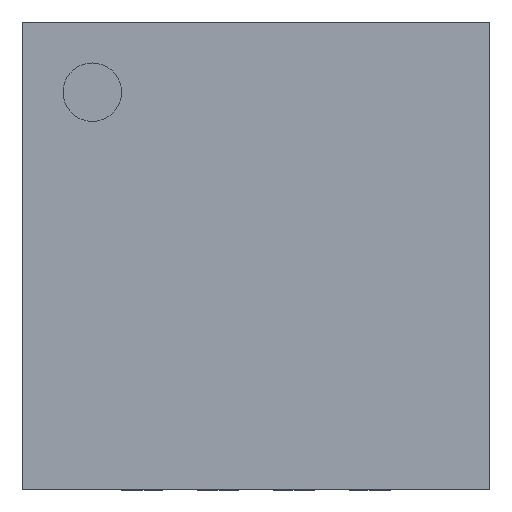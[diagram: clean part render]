
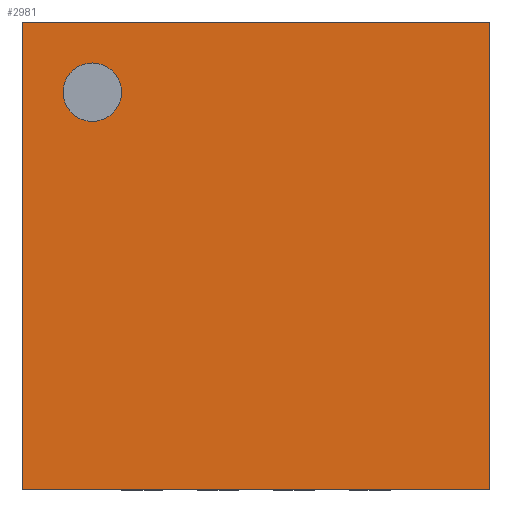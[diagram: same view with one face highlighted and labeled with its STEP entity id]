
A CAD part, top view. The second image highlights one B-rep face of the part: STEP entity #2981.
In plain terms, the highlighted planar face has unit normal (0, 0, 1).
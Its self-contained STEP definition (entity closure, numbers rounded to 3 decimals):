
#16=FACE_BOUND($,#300,.T.);
#19=CIRCLE($,#3133,0.25);
#121=FACE_OUTER_BOUND($,#299,.T.);
#299=EDGE_LOOP($,(#2269,#2270,#2271,#2272));
#300=EDGE_LOOP($,(#2273));
#594=LINE($,#4483,#1002);
#602=LINE($,#4495,#1010);
#608=LINE($,#4503,#1016);
#614=LINE($,#4511,#1022);
#1002=VECTOR($,#3646,4.);
#1010=VECTOR($,#3656,4.);
#1016=VECTOR($,#3664,4.);
#1022=VECTOR($,#3672,4.);
#1235=VERTEX_POINT($,#4127);
#1357=VERTEX_POINT($,#4480);
#1358=VERTEX_POINT($,#4482);
#1361=VERTEX_POINT($,#4493);
#1362=VERTEX_POINT($,#4502);
#1518=EDGE_CURVE($,#1235,#1235,#19,.T.);
#1688=EDGE_CURVE($,#1358,#1357,#594,.T.);
#1696=EDGE_CURVE($,#1357,#1361,#602,.T.);
#1702=EDGE_CURVE($,#1362,#1358,#608,.T.);
#1708=EDGE_CURVE($,#1361,#1362,#614,.T.);
#2269=ORIENTED_EDGE($,*,*,#1688,.T.);
#2270=ORIENTED_EDGE($,*,*,#1696,.T.);
#2271=ORIENTED_EDGE($,*,*,#1708,.T.);
#2272=ORIENTED_EDGE($,*,*,#1702,.T.);
#2273=ORIENTED_EDGE($,*,*,#1518,.T.);
#2805=PLANE($,#3199);
#2981=ADVANCED_FACE($,(#121,#16),#2805,.T.);
#3133=AXIS2_PLACEMENT_3D($,#4128,#3351,#3352);
#3199=AXIS2_PLACEMENT_3D($,#4515,#3676,#3677);
#3351=DIRECTION('center_axis',(0.,0.,-1.));
#3352=DIRECTION('ref_axis',(1.,0.,0.));
#3646=DIRECTION($,(1.,0.,0.));
#3656=DIRECTION($,(0.,1.,0.));
#3664=DIRECTION($,(0.,-1.,0.));
#3672=DIRECTION($,(-1.,0.,0.));
#3676=DIRECTION('center_axis',(0.,0.,1.));
#3677=DIRECTION('ref_axis',(1.,0.,0.));
#4127=CARTESIAN_POINT('',(-1.15,1.4,1.));
#4128=CARTESIAN_POINT('Origin',(-1.4,1.4,1.));
#4480=CARTESIAN_POINT('',(2.,-2.,1.));
#4482=CARTESIAN_POINT('',(-2.,-2.,1.));
#4483=CARTESIAN_POINT($,(-2.,-2.,1.));
#4493=CARTESIAN_POINT('',(2.,2.,1.));
#4495=CARTESIAN_POINT($,(2.,-2.,1.));
#4502=CARTESIAN_POINT('',(-2.,2.,1.));
#4503=CARTESIAN_POINT($,(-2.,2.,1.));
#4511=CARTESIAN_POINT($,(2.,2.,1.));
#4515=CARTESIAN_POINT('Origin',(0.,0.,1.));
